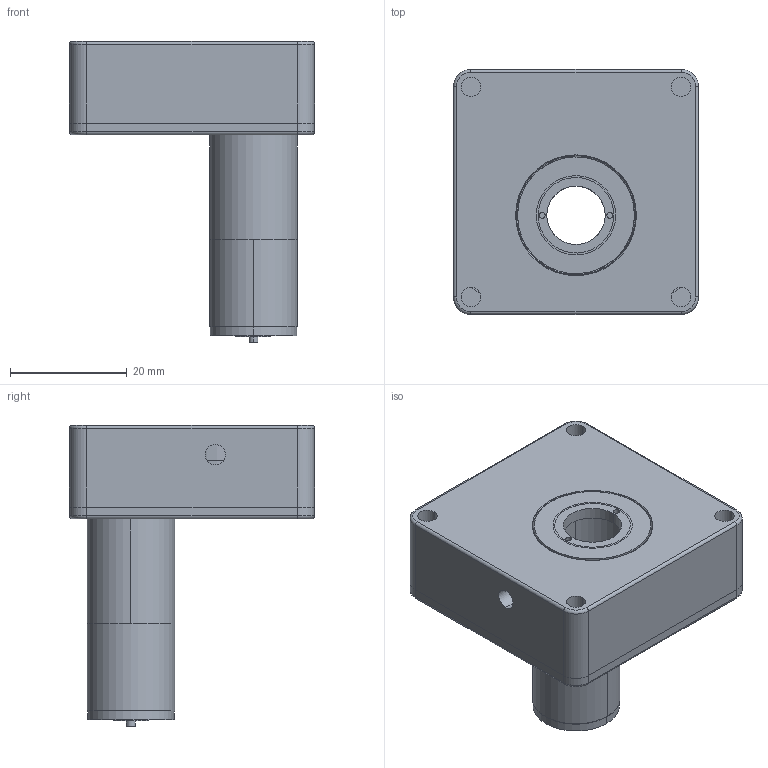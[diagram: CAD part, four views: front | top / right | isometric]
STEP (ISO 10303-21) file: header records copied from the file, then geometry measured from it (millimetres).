
FILE_DESCRIPTION (( 'STEP AP214' ), '1' );
FILE_NAME ('08PMR-0.5.STEP', '2018-04-18T03:20:59', ( '' ), ( '' ), 'SwSTEP 2.0', 'SolidWorks 2016', '' );
FILE_SCHEMA (( 'AUTOMOTIVE_DESIGN' ));
Length unit declared in the file: millimetre
Products named in the file (1): 08PMR-0.5
Bounding box: 42 x 42 x 51.62 mm (x, y, z)
Surface area: 11260 mm2 (no closed solid volume)
Topology: 0 solids, 13 shells, 196 faces, 597 edges, 415 vertices
Faces by surface type: cylinder 92, plane 72, cone 22, torus 10
Entity records: 8972 total; most frequent: DIRECTION 1270, CARTESIAN_POINT 1242, ORIENTED_EDGE 987, EDGE_CURVE 597, AXIS2_PLACEMENT_3D 479, VERTEX_POINT 415, LINE 312, VECTOR 312
